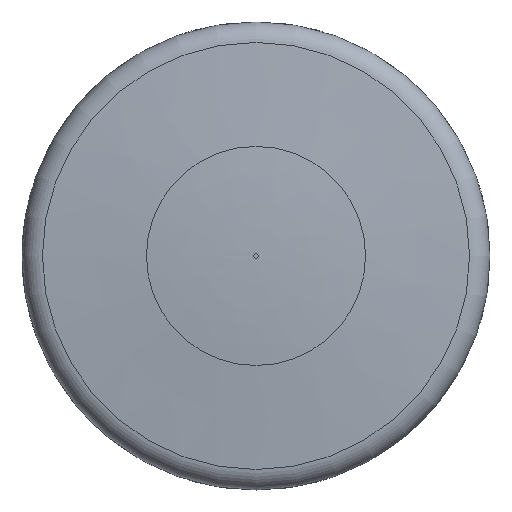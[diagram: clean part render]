
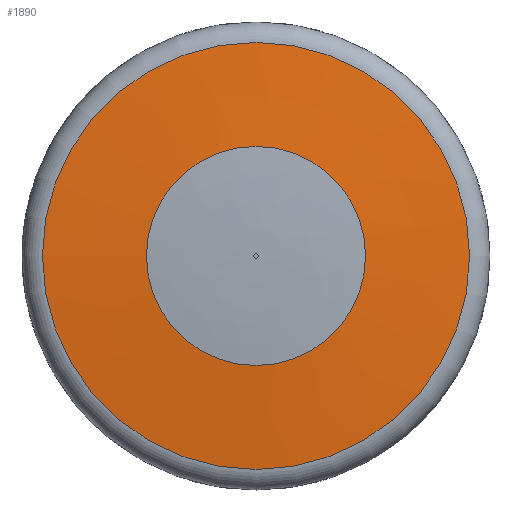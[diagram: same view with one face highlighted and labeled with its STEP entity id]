
A CAD part, top view. The second image highlights one B-rep face of the part: STEP entity #1890.
In plain terms, the highlighted conical face has half-angle 85 degrees and reference radius 2.5 mm.
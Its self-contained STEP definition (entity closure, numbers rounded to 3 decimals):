
#20=CONICAL_SURFACE('',#2119,2.5,1.484);
#156=LINE('',#3850,#284);
#284=VECTOR('',#2592,2.5);
#480=FACE_OUTER_BOUND('',#606,.T.);
#606=EDGE_LOOP('',(#1640,#1641,#1642,#1643));
#781=CIRCLE('',#2117,9.537);
#783=CIRCLE('',#2120,4.892);
#903=VERTEX_POINT('',#3844);
#904=VERTEX_POINT('',#3848);
#1152=EDGE_CURVE('',#903,#903,#781,.T.);
#1154=EDGE_CURVE('',#904,#904,#783,.T.);
#1155=EDGE_CURVE('',#904,#903,#156,.T.);
#1640=ORIENTED_EDGE('',*,*,#1154,.F.);
#1641=ORIENTED_EDGE('',*,*,#1155,.T.);
#1642=ORIENTED_EDGE('',*,*,#1152,.F.);
#1643=ORIENTED_EDGE('',*,*,#1155,.F.);
#1890=ADVANCED_FACE('',(#480),#20,.T.);
#2117=AXIS2_PLACEMENT_3D('',#3845,#2584,#2585);
#2119=AXIS2_PLACEMENT_3D('',#3847,#2588,#2589);
#2120=AXIS2_PLACEMENT_3D('',#3849,#2590,#2591);
#2584=DIRECTION('center_axis',(0.,0.,-1.));
#2585=DIRECTION('ref_axis',(1.,0.,0.));
#2588=DIRECTION('center_axis',(0.,0.,-1.));
#2589=DIRECTION('ref_axis',(1.,0.,0.));
#2590=DIRECTION('center_axis',(0.,0.,1.));
#2591=DIRECTION('ref_axis',(1.,0.,0.));
#2592=DIRECTION('',(-0.996,0.,-0.087));
#3844=CARTESIAN_POINT('',(-9.537,0.,0.384));
#3845=CARTESIAN_POINT('Origin',(0.,0.,0.384));
#3847=CARTESIAN_POINT('Origin',(0.,0.,1.));
#3848=CARTESIAN_POINT('',(-4.892,0.,0.791));
#3849=CARTESIAN_POINT('Origin',(0.,0.,0.791));
#3850=CARTESIAN_POINT('',(-2.5,0.,1.));
